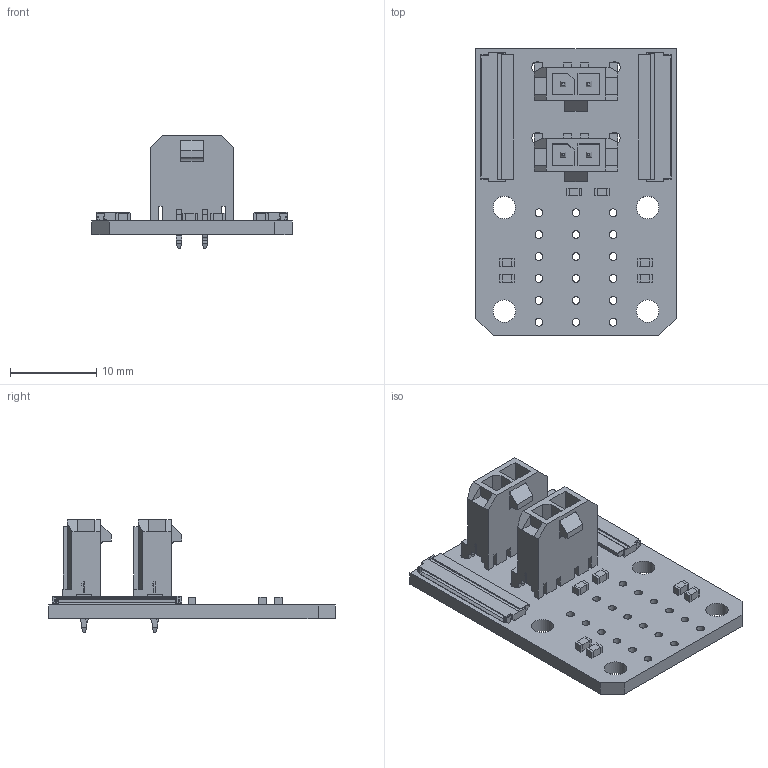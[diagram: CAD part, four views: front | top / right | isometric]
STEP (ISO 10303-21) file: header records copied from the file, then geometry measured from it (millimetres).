
FILE_DESCRIPTION(('Open CASCADE Model'),'2;1');
FILE_NAME('Open CASCADE Shape Model','2023-11-10T01:06:46',('Author'),( 'Open CASCADE'),'Open CASCADE STEP processor 7.5','Open CASCADE 7.5' ,'Unknown');
FILE_SCHEMA(('AUTOMOTIVE_DESIGN { 1 0 10303 214 1 1 1 1 }'));
Length unit declared in the file: millimetre
Products named in the file (25): Open CASCADE STEP translator 7.5 1881; Open CASCADE STEP translator 7.5 1882; Open CASCADE STEP translator 7.5 1883; Open CASCADE STEP translator 7.5 1884; Open CASCADE STEP translator 7.5 1885; Open CASCADE STEP translator 7.5 1886; Open CASCADE STEP translator 7.5 1887; Open CASCADE STEP translator 7.5 1888; Open CASCADE STEP translator 7.5 1889; Open CASCADE STEP translator 7.5 1890; Open CASCADE STEP translator 7.5 1891; Open CASCADE STEP translator 7.5 1892; Open CASCADE STEP translator 7.5 1893; Open CASCADE STEP translator 7.5 1894; Open CASCADE STEP translator 7.5 1895; Open CASCADE STEP translator 7.5 1896; Open CASCADE STEP translator 7.5 1897; Open CASCADE STEP translator 7.5 1898; Open CASCADE STEP translator 7.5 1899; Open CASCADE STEP translator 7.5 1900; Open CASCADE STEP translator 7.5 1901; Open CASCADE STEP translator 7.5 1902; Open CASCADE STEP translator 7.5 1903; Open CASCADE STEP translator 7.5 1904; Open CASCADE STEP translator 7.5 1905
Bounding box: 23.2 x 33.2 x 13.08 mm (x, y, z)
Volume: 1779.9 mm3; surface area: 3423.2 mm2
Topology: 25 solids, 25 shells, 1564 faces, 4308 edges, 2824 vertices
Faces by surface type: plane 1382, cylinder 182
Full cylindrical faces by diameter (mm): 0.9 x18, 1.02 x4, 1.27 x4, 2.6 x4
Entity records: 49398 total; most frequent: CARTESIAN_POINT 8697, ORIENTED_EDGE 8584, DIRECTION 7818, EDGE_CURVE 4292, LINE 3928, VECTOR 3928, VERTEX_POINT 2792, AXIS2_PLACEMENT_3D 1945
